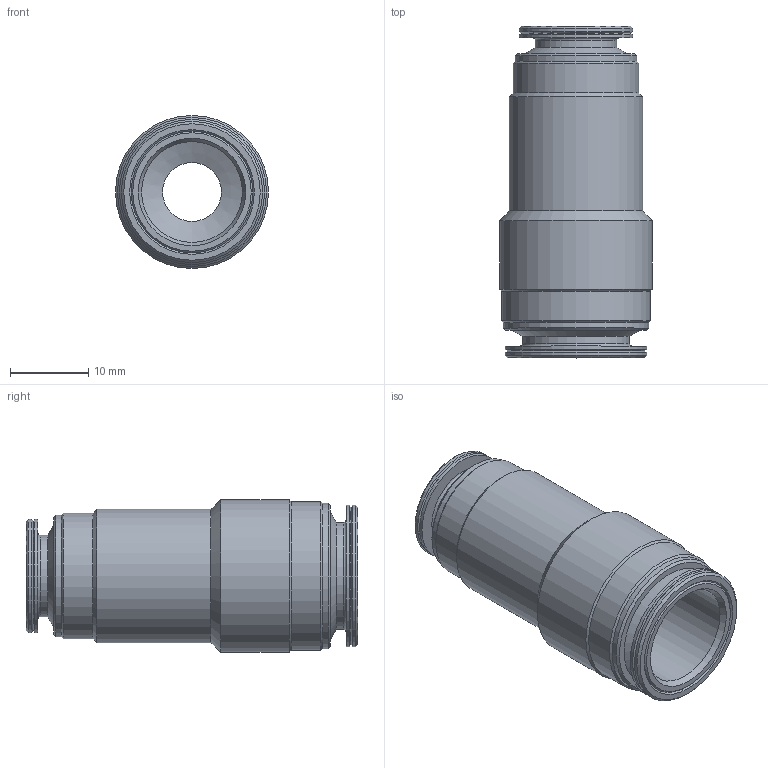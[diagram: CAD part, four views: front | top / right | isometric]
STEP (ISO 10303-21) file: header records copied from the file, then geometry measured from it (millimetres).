
FILE_DESCRIPTION(( 'MM.26.38.12.stp' ), '1');
FILE_NAME( 'MM.26.38.12.stp', '2021-03-02T15:05:51',( 'Sopra'),('sopra-pneumatic.com'), 'SwSTEP 2.0','SolidWorks 2009','' );
FILE_SCHEMA( ( 'CONFIG_CONTROL_DESIGN' ) );
Length unit declared in the file: millimetre
Products named in the file (1): NONE
Bounding box: 19.5 x 42.3 x 19.5 mm (x, y, z)
Volume: 5677.8 mm3; surface area: 4463.6 mm2
Topology: 1 solids, 1 shells, 50 faces, 96 edges, 54 vertices
Faces by surface type: cone 23, cylinder 17, plane 8, torus 2
Full cylindrical faces by diameter (mm): 7.5 x1, 9.65 x1, 10.35 x1, 12.85 x1, 13.65 x1, 14 x1, 14.5 x2, 15.5 x1, 16 x1, 17 x1, 17.5 x1, 18 x2, 18.5 x1, 19 x1, 19.5 x1
Entity records: 1052 total; most frequent: DIRECTION 202, CARTESIAN_POINT 151, AXIS2_PLACEMENT_3D 101, EDGE_LOOP 100, ORIENTED_EDGE 100, FACE_OUTER_BOUND 69, ADVANCED_FACE 50, EDGE_CURVE 50
